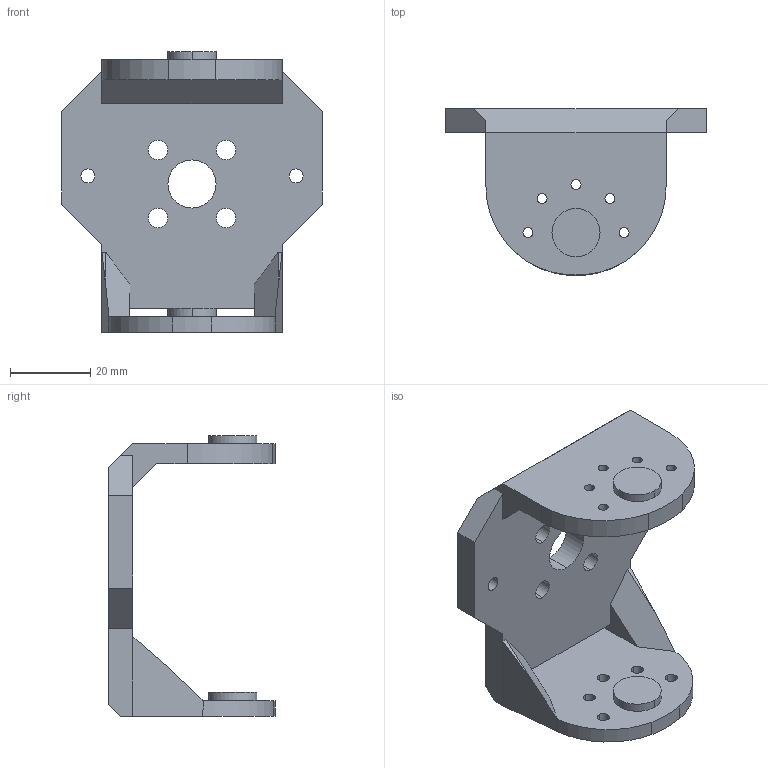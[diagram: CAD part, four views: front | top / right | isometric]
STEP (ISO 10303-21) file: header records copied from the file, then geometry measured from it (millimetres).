
FILE_DESCRIPTION((''),'2;1');
FILE_NAME('OBMP-FAH-1811','2023-10-23T21:25:03',('VoidTraveller'),(''),'CREO PARAMETRIC BY PTC INC, 2019164','CREO PARAMETRIC BY PTC INC, 2019164','');
FILE_SCHEMA(('CONFIG_CONTROL_DESIGN'));
Length unit declared in the file: millimetre
Products named in the file (1): OBMP-FAH-1811
Bounding box: 65 x 41.57 x 70 mm (x, y, z)
Volume: 33180 mm3; surface area: 15752.2 mm2
Topology: 1 solids, 1 shells, 111 faces, 305 edges, 202 vertices
Faces by surface type: plane 67, cylinder 44
Entity records: 3645 total; most frequent: CARTESIAN_POINT 618, DIRECTION 615, ORIENTED_EDGE 610, EDGE_CURVE 305, VECTOR 217, LINE 217, VERTEX_POINT 202, AXIS2_PLACEMENT_3D 199
